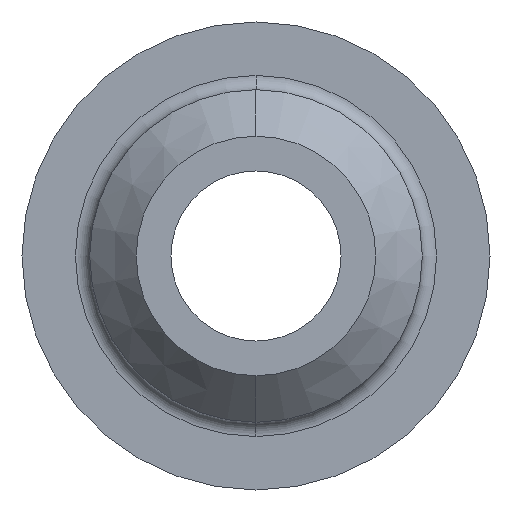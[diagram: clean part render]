
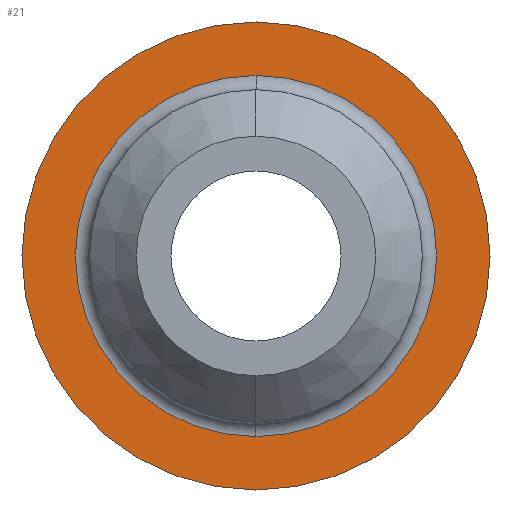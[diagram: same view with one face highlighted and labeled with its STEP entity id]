
A CAD part, left-side view. The second image highlights one B-rep face of the part: STEP entity #21.
In plain terms, the highlighted planar face has unit normal (-1, 0, 0).
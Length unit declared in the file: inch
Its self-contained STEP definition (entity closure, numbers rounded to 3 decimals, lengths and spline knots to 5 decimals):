
#21 = ADVANCED_FACE ( 'NONE', ( #77, #75 ), #74, .T. ) ;
#49 = EDGE_CURVE ( 'NONE', #223, #220, #291, .T. ) ;
#50 = EDGE_CURVE ( 'NONE', #120, #121, #288, .T. ) ;
#54 = EDGE_CURVE ( 'NONE', #220, #223, #279, .T. ) ;
#55 = EDGE_CURVE ( 'NONE', #121, #120, #278, .T. ) ;
#71 = DIRECTION ( 'NONE',  ( 0., 0., 1. ) ) ;
#72 = DIRECTION ( 'NONE',  ( -1., 0., 0. ) ) ;
#74 = PLANE ( 'NONE',  #549 ) ;
#75 = FACE_BOUND ( 'NONE', #211, .T. ) ;
#77 = FACE_OUTER_BOUND ( 'NONE', #212, .T. ) ;
#78 = CARTESIAN_POINT ( 'NONE',  ( 0.94, -0.72119, 0. ) ) ;
#120 = VERTEX_POINT ( 'NONE', #392 ) ;
#121 = VERTEX_POINT ( 'NONE', #401 ) ;
#149 = ORIENTED_EDGE ( 'NONE', *, *, #55, .F. ) ;
#152 = ORIENTED_EDGE ( 'NONE', *, *, #54, .T. ) ;
#156 = ORIENTED_EDGE ( 'NONE', *, *, #49, .T. ) ;
#176 = ORIENTED_EDGE ( 'NONE', *, *, #50, .F. ) ;
#211 = EDGE_LOOP ( 'NONE', ( #149, #176 ) ) ;
#212 = EDGE_LOOP ( 'NONE', ( #156, #152 ) ) ;
#220 = VERTEX_POINT ( 'NONE', #381 ) ;
#223 = VERTEX_POINT ( 'NONE', #390 ) ;
#275 = AXIS2_PLACEMENT_3D ( 'NONE', #448, #446, #445 ) ;
#277 = AXIS2_PLACEMENT_3D ( 'NONE', #451, #450, #449 ) ;
#278 = CIRCLE ( 'NONE', #275, 0.19 ) ;
#279 = CIRCLE ( 'NONE', #277, 0.24625 ) ;
#283 = AXIS2_PLACEMENT_3D ( 'NONE', #467, #466, #465 ) ;
#285 = AXIS2_PLACEMENT_3D ( 'NONE', #472, #470, #469 ) ;
#288 = CIRCLE ( 'NONE', #283, 0.19 ) ;
#291 = CIRCLE ( 'NONE', #285, 0.24625 ) ;
#381 = CARTESIAN_POINT ( 'NONE',  ( 0.94, 0., -0.24625 ) ) ;
#390 = CARTESIAN_POINT ( 'NONE',  ( 0.94, 0., 0.24625 ) ) ;
#392 = CARTESIAN_POINT ( 'NONE',  ( 0.94, 0., -0.19 ) ) ;
#401 = CARTESIAN_POINT ( 'NONE',  ( 0.94, 0., 0.19 ) ) ;
#445 = DIRECTION ( 'NONE',  ( 0., 0., 1. ) ) ;
#446 = DIRECTION ( 'NONE',  ( -1., 0., 0. ) ) ;
#448 = CARTESIAN_POINT ( 'NONE',  ( 0.94, 0., 0. ) ) ;
#449 = DIRECTION ( 'NONE',  ( 0., 0., 1. ) ) ;
#450 = DIRECTION ( 'NONE',  ( -1., 0., 0. ) ) ;
#451 = CARTESIAN_POINT ( 'NONE',  ( 0.94, 0., 0. ) ) ;
#465 = DIRECTION ( 'NONE',  ( 0., 0., 1. ) ) ;
#466 = DIRECTION ( 'NONE',  ( -1., 0., 0. ) ) ;
#467 = CARTESIAN_POINT ( 'NONE',  ( 0.94, 0., 0. ) ) ;
#469 = DIRECTION ( 'NONE',  ( 0., 0., 1. ) ) ;
#470 = DIRECTION ( 'NONE',  ( -1., 0., 0. ) ) ;
#472 = CARTESIAN_POINT ( 'NONE',  ( 0.94, 0., 0. ) ) ;
#549 = AXIS2_PLACEMENT_3D ( 'NONE', #78, #72, #71 ) ;
